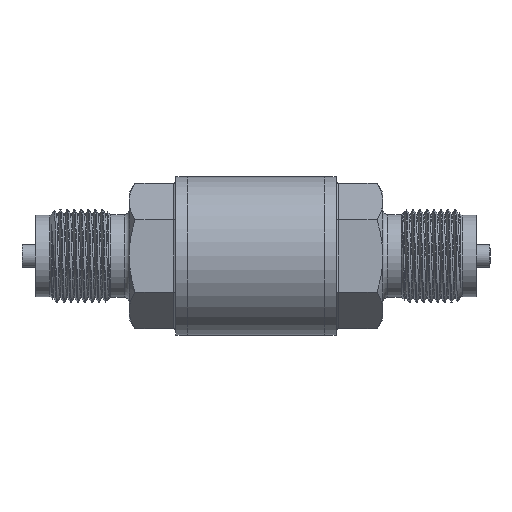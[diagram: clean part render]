
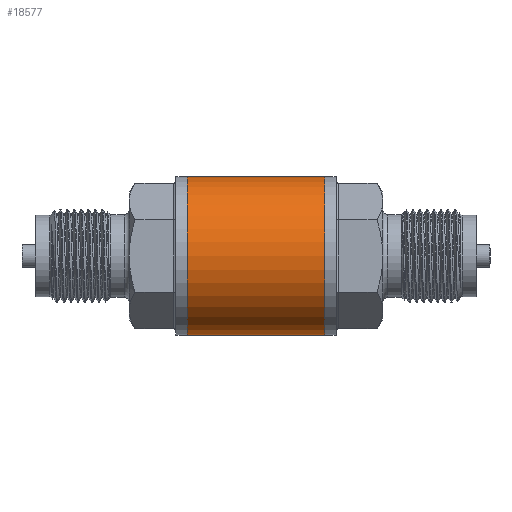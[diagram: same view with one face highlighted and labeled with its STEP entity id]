
A CAD part, front view. The second image highlights one B-rep face of the part: STEP entity #18577.
In plain terms, the highlighted cylindrical face has radius 17 mm (diameter 34 mm), a full revolution.
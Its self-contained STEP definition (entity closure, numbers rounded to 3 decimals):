
#215=FACE_BOUND('',#2488,.T.);
#1384=FACE_OUTER_BOUND('',#2487,.T.);
#2487=EDGE_LOOP('',(#14074,#14075,#14076,#14077));
#2488=EDGE_LOOP('',(#14078,#14079));
#3279=CIRCLE('',#19608,17.);
#3280=CIRCLE('',#19609,17.);
#4372=B_SPLINE_CURVE_WITH_KNOTS('',3,(#39048,#39049,#39050,#39051,#39052,
#39053,#39054,#39055,#39056,#39057,#39058,#39059,#39060,#39061,#39062,#39063,
#39064,#39065,#39066,#39067),.UNSPECIFIED.,.F.,.F.,(4,2,2,2,2,2,2,2,2,4),
(-5.022,-4.957,-4.66,-4.362,
-4.065,-3.767,-3.47,-2.9,
-2.615,-2.33),.UNSPECIFIED.);
#4373=B_SPLINE_CURVE_WITH_KNOTS('',3,(#39068,#39069,#39070,#39071,#39072,
#39073,#39074,#39075,#39076,#39077,#39078,#39079,#39080,#39081,#39082,#39083,
#39084,#39085,#39086,#39087,#39088,#39089,#39090,#39091,#39092,#39093,#39094,
#39095,#39096,#39097,#39098,#39099,#39100,#39101,#39102,#39103,#39104,#39105,
#39106,#39107,#39108,#39109,#39110),.UNSPECIFIED.,.F.,.F.,(4,2,2,2,2,2,
2,3,2,2,2,2,2,2,2,2,2,2,2,2,4),(-2.33,-2.045,-1.76,
-1.19,-0.893,-0.595,-0.298,
0.,0.298,0.595,0.893,1.19,
1.76,2.045,2.33,2.615,2.9,
3.47,3.767,4.065,4.297),
 .UNSPECIFIED.);
#5448=LINE('',#39126,#6409);
#6409=VECTOR('',#21511,17.);
#7704=VERTEX_POINT('',#39046);
#7705=VERTEX_POINT('',#39047);
#7708=VERTEX_POINT('',#39123);
#7709=VERTEX_POINT('',#39125);
#10043=EDGE_CURVE('',#7704,#7705,#4372,.T.);
#10044=EDGE_CURVE('',#7705,#7704,#4373,.T.);
#10049=EDGE_CURVE('',#7708,#7708,#3279,.T.);
#10050=EDGE_CURVE('',#7708,#7709,#5448,.T.);
#10051=EDGE_CURVE('',#7709,#7709,#3280,.T.);
#14074=ORIENTED_EDGE('',*,*,#10049,.F.);
#14075=ORIENTED_EDGE('',*,*,#10050,.T.);
#14076=ORIENTED_EDGE('',*,*,#10051,.F.);
#14077=ORIENTED_EDGE('',*,*,#10050,.F.);
#14078=ORIENTED_EDGE('',*,*,#10043,.T.);
#14079=ORIENTED_EDGE('',*,*,#10044,.T.);
#17880=CYLINDRICAL_SURFACE('',#19607,17.);
#18577=ADVANCED_FACE('',(#1384,#215),#17880,.T.);
#19607=AXIS2_PLACEMENT_3D('',#39122,#21507,#21508);
#19608=AXIS2_PLACEMENT_3D('',#39124,#21509,#21510);
#19609=AXIS2_PLACEMENT_3D('',#39127,#21512,#21513);
#21507=DIRECTION('center_axis',(1.,0.,0.));
#21508=DIRECTION('ref_axis',(0.,0.,-1.));
#21509=DIRECTION('center_axis',(1.,0.,0.));
#21510=DIRECTION('ref_axis',(0.,0.,-1.));
#21511=DIRECTION('',(-1.,0.,0.));
#21512=DIRECTION('center_axis',(-1.,0.,0.));
#21513=DIRECTION('ref_axis',(0.,0.,-1.));
#39046=CARTESIAN_POINT('',(3.5,9.909,13.813));
#39047=CARTESIAN_POINT('',(-14.25,17.,0.));
#39048=CARTESIAN_POINT('Ctrl Pts',(3.5,9.909,13.813));
#39049=CARTESIAN_POINT('Ctrl Pts',(3.3,9.838,13.864));
#39050=CARTESIAN_POINT('Ctrl Pts',(3.099,9.772,13.911));
#39051=CARTESIAN_POINT('Ctrl Pts',(1.961,9.433,14.147));
#39052=CARTESIAN_POINT('Ctrl Pts',(0.992,9.27,14.25));
#39053=CARTESIAN_POINT('Ctrl Pts',(-0.992,9.27,
14.25));
#39054=CARTESIAN_POINT('Ctrl Pts',(-1.961,9.433,14.147));
#39055=CARTESIAN_POINT('Ctrl Pts',(-3.829,9.99,13.759));
#39056=CARTESIAN_POINT('Ctrl Pts',(-4.729,10.381,13.475));
#39057=CARTESIAN_POINT('Ctrl Pts',(-6.439,11.264,12.746));
#39058=CARTESIAN_POINT('Ctrl Pts',(-7.251,11.755,12.301));
#39059=CARTESIAN_POINT('Ctrl Pts',(-8.759,12.741,11.277));
#39060=CARTESIAN_POINT('Ctrl Pts',(-9.454,13.234,10.698));
#39061=CARTESIAN_POINT('Ctrl Pts',(-11.268,14.569,8.885));
#39062=CARTESIAN_POINT('Ctrl Pts',(-12.355,15.44,7.35));
#39063=CARTESIAN_POINT('Ctrl Pts',(-13.475,16.354,4.732));
#39064=CARTESIAN_POINT('Ctrl Pts',(-13.766,16.596,3.807));
#39065=CARTESIAN_POINT('Ctrl Pts',(-14.154,16.919,1.916));
#39066=CARTESIAN_POINT('Ctrl Pts',(-14.25,17.,0.95));
#39067=CARTESIAN_POINT('Ctrl Pts',(-14.25,17.,0.));
#39068=CARTESIAN_POINT('Ctrl Pts',(-14.25,17.,0.));
#39069=CARTESIAN_POINT('Ctrl Pts',(-14.25,17.,-0.95));
#39070=CARTESIAN_POINT('Ctrl Pts',(-14.154,16.919,-1.916));
#39071=CARTESIAN_POINT('Ctrl Pts',(-13.766,16.596,-3.807));
#39072=CARTESIAN_POINT('Ctrl Pts',(-13.475,16.354,-4.732));
#39073=CARTESIAN_POINT('Ctrl Pts',(-12.355,15.44,-7.35));
#39074=CARTESIAN_POINT('Ctrl Pts',(-11.268,14.569,-8.885));
#39075=CARTESIAN_POINT('Ctrl Pts',(-9.454,13.234,-10.698));
#39076=CARTESIAN_POINT('Ctrl Pts',(-8.759,12.741,-11.277));
#39077=CARTESIAN_POINT('Ctrl Pts',(-7.251,11.755,-12.301));
#39078=CARTESIAN_POINT('Ctrl Pts',(-6.439,11.264,-12.746));
#39079=CARTESIAN_POINT('Ctrl Pts',(-4.729,10.381,-13.475));
#39080=CARTESIAN_POINT('Ctrl Pts',(-3.829,9.99,-13.759));
#39081=CARTESIAN_POINT('Ctrl Pts',(-1.961,9.433,-14.147));
#39082=CARTESIAN_POINT('Ctrl Pts',(-0.992,9.27,
-14.25));
#39083=CARTESIAN_POINT('Ctrl Pts',(0.,9.27,-14.25));
#39084=CARTESIAN_POINT('Ctrl Pts',(0.992,9.27,-14.25));
#39085=CARTESIAN_POINT('Ctrl Pts',(1.961,9.433,-14.147));
#39086=CARTESIAN_POINT('Ctrl Pts',(3.829,9.99,-13.759));
#39087=CARTESIAN_POINT('Ctrl Pts',(4.729,10.381,-13.475));
#39088=CARTESIAN_POINT('Ctrl Pts',(6.439,11.264,-12.746));
#39089=CARTESIAN_POINT('Ctrl Pts',(7.251,11.755,-12.301));
#39090=CARTESIAN_POINT('Ctrl Pts',(8.759,12.741,-11.277));
#39091=CARTESIAN_POINT('Ctrl Pts',(9.454,13.234,-10.698));
#39092=CARTESIAN_POINT('Ctrl Pts',(11.268,14.569,-8.885));
#39093=CARTESIAN_POINT('Ctrl Pts',(12.355,15.44,-7.35));
#39094=CARTESIAN_POINT('Ctrl Pts',(13.475,16.354,-4.732));
#39095=CARTESIAN_POINT('Ctrl Pts',(13.766,16.596,-3.807));
#39096=CARTESIAN_POINT('Ctrl Pts',(14.154,16.919,-1.916));
#39097=CARTESIAN_POINT('Ctrl Pts',(14.25,17.,-0.95));
#39098=CARTESIAN_POINT('Ctrl Pts',(14.25,17.,0.95));
#39099=CARTESIAN_POINT('Ctrl Pts',(14.154,16.919,1.916));
#39100=CARTESIAN_POINT('Ctrl Pts',(13.766,16.596,3.807));
#39101=CARTESIAN_POINT('Ctrl Pts',(13.475,16.354,4.732));
#39102=CARTESIAN_POINT('Ctrl Pts',(12.355,15.44,7.35));
#39103=CARTESIAN_POINT('Ctrl Pts',(11.268,14.569,8.885));
#39104=CARTESIAN_POINT('Ctrl Pts',(9.454,13.234,10.698));
#39105=CARTESIAN_POINT('Ctrl Pts',(8.759,12.741,11.277));
#39106=CARTESIAN_POINT('Ctrl Pts',(7.251,11.755,12.301));
#39107=CARTESIAN_POINT('Ctrl Pts',(6.439,11.264,12.746));
#39108=CARTESIAN_POINT('Ctrl Pts',(4.915,10.477,13.395));
#39109=CARTESIAN_POINT('Ctrl Pts',(4.219,10.163,13.631));
#39110=CARTESIAN_POINT('Ctrl Pts',(3.5,9.909,13.813));
#39122=CARTESIAN_POINT('Origin',(0.,0.,0.));
#39123=CARTESIAN_POINT('',(14.7,0.,17.));
#39124=CARTESIAN_POINT('Origin',(14.7,0.,0.));
#39125=CARTESIAN_POINT('',(-14.7,0.,17.));
#39126=CARTESIAN_POINT('',(0.,0.,17.));
#39127=CARTESIAN_POINT('Origin',(-14.7,0.,0.));
